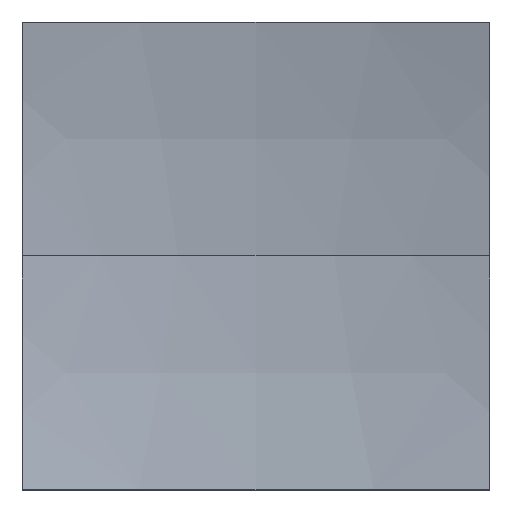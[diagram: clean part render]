
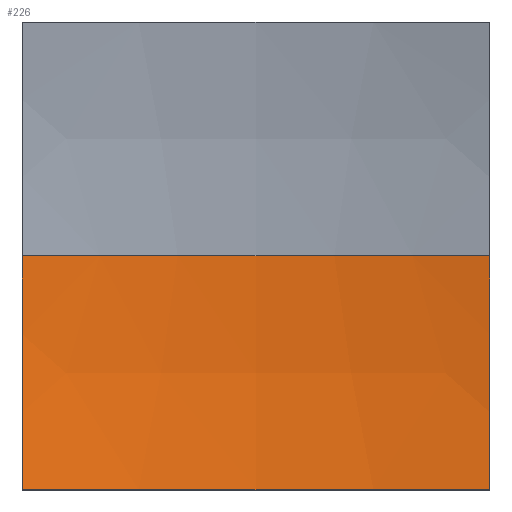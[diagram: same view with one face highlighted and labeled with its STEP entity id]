
A CAD part, top view. The second image highlights one B-rep face of the part: STEP entity #226.
In plain terms, the highlighted spherical face has radius 70 mm.
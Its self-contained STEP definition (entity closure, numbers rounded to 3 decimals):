
#2 = CIRCLE ( 'NONE', #58, 68.875 ) ;
#8 = DIRECTION ( 'NONE',  ( 0., 0., -1. ) ) ;
#12 = AXIS2_PLACEMENT_3D ( 'NONE', #237, #183, #66 ) ;
#15 = VERTEX_POINT ( 'NONE', #40 ) ;
#19 = ORIENTED_EDGE ( 'NONE', *, *, #127, .T. ) ;
#31 = CARTESIAN_POINT ( 'NONE',  ( 0., -12.5, 76. ) ) ;
#37 = CIRCLE ( 'NONE', #126, 70. ) ;
#40 = CARTESIAN_POINT ( 'NONE',  ( -12.5, -12.5, 8.269 ) ) ;
#46 = CARTESIAN_POINT ( 'NONE',  ( 12.5, 0., 76. ) ) ;
#48 = DIRECTION ( 'NONE',  ( 1., 0., 0. ) ) ;
#55 = VERTEX_POINT ( 'NONE', #149 ) ;
#58 = AXIS2_PLACEMENT_3D ( 'NONE', #63, #48, #151 ) ;
#59 = CIRCLE ( 'NONE', #192, 68.875 ) ;
#63 = CARTESIAN_POINT ( 'NONE',  ( -12.5, 0., 76. ) ) ;
#66 = DIRECTION ( 'NONE',  ( 1., 0., 0. ) ) ;
#71 = CARTESIAN_POINT ( 'NONE',  ( -12.5, 0., 7.125 ) ) ;
#75 = AXIS2_PLACEMENT_3D ( 'NONE', #31, #144, #152 ) ;
#91 = EDGE_CURVE ( 'NONE', #201, #55, #59, .T. ) ;
#98 = ORIENTED_EDGE ( 'NONE', *, *, #200, .F. ) ;
#100 = CARTESIAN_POINT ( 'NONE',  ( 12.5, -12.5, 8.269 ) ) ;
#102 = SPHERICAL_SURFACE ( 'NONE', #12, 70. ) ;
#103 = CARTESIAN_POINT ( 'NONE',  ( 0., 0., 76. ) ) ;
#107 = DIRECTION ( 'NONE',  ( 0., -1., 0. ) ) ;
#109 = DIRECTION ( 'NONE',  ( -1., 0., 0. ) ) ;
#110 = VERTEX_POINT ( 'NONE', #71 ) ;
#118 = EDGE_CURVE ( 'NONE', #201, #15, #181, .T. ) ;
#123 = DIRECTION ( 'NONE',  ( 0., 1., 0. ) ) ;
#126 = AXIS2_PLACEMENT_3D ( 'NONE', #222, #107, #8 ) ;
#127 = EDGE_CURVE ( 'NONE', #131, #110, #210, .T. ) ;
#131 = VERTEX_POINT ( 'NONE', #225 ) ;
#144 = DIRECTION ( 'NONE',  ( 0., 1., 0. ) ) ;
#149 = CARTESIAN_POINT ( 'NONE',  ( 12.5, 0., 7.125 ) ) ;
#151 = DIRECTION ( 'NONE',  ( 0., 1., 0. ) ) ;
#152 = DIRECTION ( 'NONE',  ( 0., 0., 1. ) ) ;
#159 = EDGE_LOOP ( 'NONE', ( #203, #19, #98, #177, #231 ) ) ;
#169 = FACE_OUTER_BOUND ( 'NONE', #159, .T. ) ;
#170 = DIRECTION ( 'NONE',  ( 0., 1., 0. ) ) ;
#177 = ORIENTED_EDGE ( 'NONE', *, *, #118, .F. ) ;
#181 = CIRCLE ( 'NONE', #75, 68.875 ) ;
#183 = DIRECTION ( 'NONE',  ( 0., 1., 0. ) ) ;
#192 = AXIS2_PLACEMENT_3D ( 'NONE', #46, #247, #170 ) ;
#196 = AXIS2_PLACEMENT_3D ( 'NONE', #103, #123, #109 ) ;
#200 = EDGE_CURVE ( 'NONE', #15, #110, #2, .T. ) ;
#201 = VERTEX_POINT ( 'NONE', #100 ) ;
#203 = ORIENTED_EDGE ( 'NONE', *, *, #239, .F. ) ;
#210 = CIRCLE ( 'NONE', #196, 70. ) ;
#222 = CARTESIAN_POINT ( 'NONE',  ( 0., 0., 76. ) ) ;
#225 = CARTESIAN_POINT ( 'NONE',  ( 0., 0., 6. ) ) ;
#226 = ADVANCED_FACE ( 'NONE', ( #169 ), #102, .F. ) ;
#231 = ORIENTED_EDGE ( 'NONE', *, *, #91, .T. ) ;
#237 = CARTESIAN_POINT ( 'NONE',  ( 0., 0., 76. ) ) ;
#239 = EDGE_CURVE ( 'NONE', #131, #55, #37, .T. ) ;
#247 = DIRECTION ( 'NONE',  ( 1., 0., 0. ) ) ;
